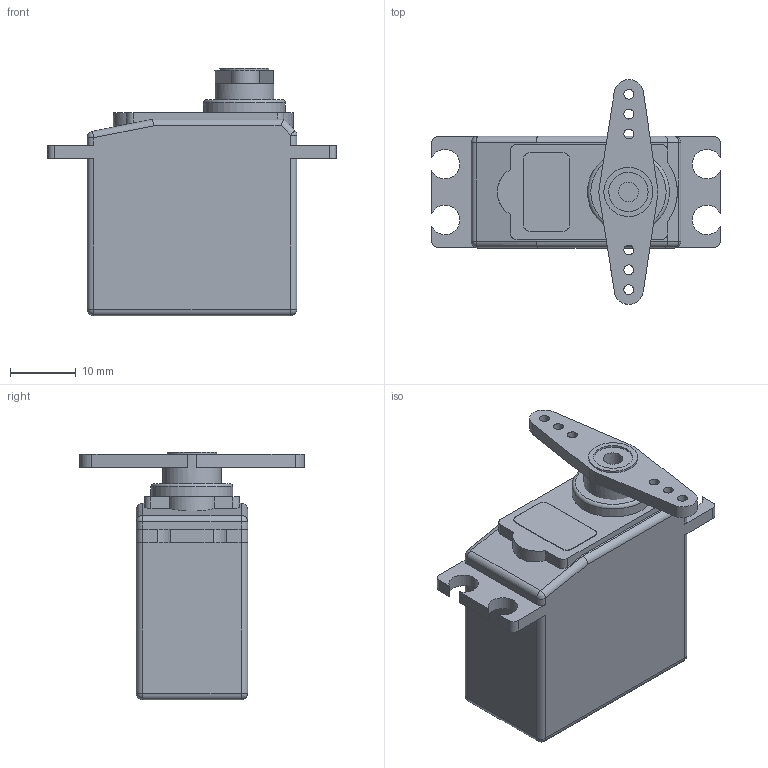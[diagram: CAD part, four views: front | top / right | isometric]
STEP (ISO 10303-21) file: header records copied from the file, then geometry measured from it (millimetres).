
FILE_DESCRIPTION(/* description */ (''),/* implementation_level */ '2;1');
FILE_NAME(/* name */ 'HS-225MG.step',/* time_stamp */ '2016-02-19T23:06:36+01:00',/* author */ ('holger'),/* organization */ (''),/* preprocessor_version */ 'ST-DEVELOPER v15.2',/* originating_system */ 'Autodesk Inventor 2014',/* authorisation */ '');
FILE_SCHEMA (('AUTOMOTIVE_DESIGN { 1 0 10303 214 3 1 1 }'));
Length unit declared in the file: millimetre
Products named in the file (3): HS-225MG; Ruderhorn
Bounding box: 44 x 34.32 x 37.8 mm (x, y, z)
Volume: 17570.8 mm3; surface area: 5165.1 mm2
Topology: 2 solids, 2 shells, 104 faces, 261 edges, 161 vertices
Faces by surface type: cylinder 51, plane 44, sphere 8, torus 1
Full cylindrical faces by diameter (mm): 1.5 x6, 3 x1, 6 x1, 7.5 x1, 9 x1, 12.5 x1
Entity records: 3195 total; most frequent: DIRECTION 564, CARTESIAN_POINT 513, ORIENTED_EDGE 488, EDGE_CURVE 244, AXIS2_PLACEMENT_3D 211, VERTEX_POINT 160, LINE 142, VECTOR 142
